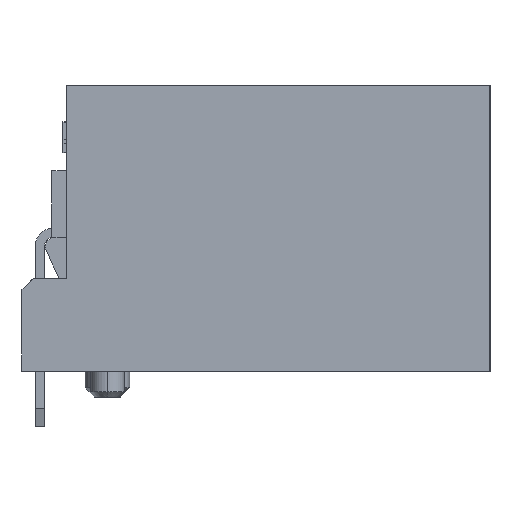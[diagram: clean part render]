
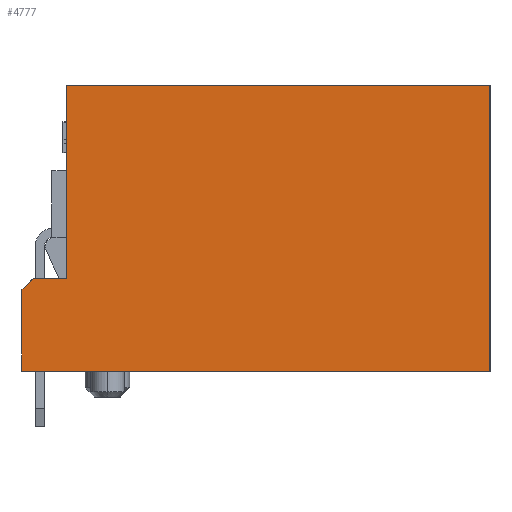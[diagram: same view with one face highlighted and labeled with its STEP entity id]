
A CAD part, left-side view. The second image highlights one B-rep face of the part: STEP entity #4777.
In plain terms, the highlighted planar face has unit normal (-1, 0, 0).
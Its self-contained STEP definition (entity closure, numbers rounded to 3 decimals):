
#557=CARTESIAN_POINT('',(-5.4,0.2,-6.4));
#558=VERTEX_POINT('',#557);
#565=CARTESIAN_POINT('',(-5.4,-11.2,-6.4));
#566=VERTEX_POINT('',#565);
#567=CARTESIAN_POINT('',(-5.4,0.2,-6.4));
#568=DIRECTION('',(0.,-1.,0.));
#569=VECTOR('',#568,11.4);
#570=LINE('',#567,#569);
#571=EDGE_CURVE('',#558,#566,#570,.T.);
#1531=CARTESIAN_POINT('',(-5.4,0.2,-11.6));
#1532=VERTEX_POINT('',#1531);
#1539=CARTESIAN_POINT('',(-5.4,0.2,-11.6));
#1540=DIRECTION('',(0.,0.,1.));
#1541=VECTOR('',#1540,5.2);
#1542=LINE('',#1539,#1541);
#1543=EDGE_CURVE('',#1532,#558,#1542,.T.);
#4718=CARTESIAN_POINT('',(-5.4,-11.2,-14.1));
#4719=VERTEX_POINT('',#4718);
#4728=CARTESIAN_POINT('',(-5.4,-11.2,-6.4));
#4729=DIRECTION('',(0.,0.,-1.));
#4730=VECTOR('',#4729,7.7);
#4731=LINE('',#4728,#4730);
#4732=EDGE_CURVE('',#566,#4719,#4731,.T.);
#4737=CARTESIAN_POINT('',(-5.4,-0.3,-12.8));
#4738=DIRECTION('',(0.,0.,1.));
#4739=DIRECTION('',(-1.,0.,0.));
#4740=AXIS2_PLACEMENT_3D('',#4737,#4739,#4738);
#4741=PLANE('',#4740);
#4742=ORIENTED_EDGE('',*,*,#1543,.F.);
#4743=CARTESIAN_POINT('',(-5.4,1.1,-11.6));
#4744=VERTEX_POINT('',#4743);
#4745=CARTESIAN_POINT('',(-5.4,0.2,-11.6));
#4746=DIRECTION('',(0.,1.,0.));
#4747=VECTOR('',#4746,0.9);
#4748=LINE('',#4745,#4747);
#4749=EDGE_CURVE('',#1532,#4744,#4748,.T.);
#4750=ORIENTED_EDGE('',*,*,#4749,.T.);
#4751=CARTESIAN_POINT('',(-5.4,1.4,-11.9));
#4752=VERTEX_POINT('',#4751);
#4753=CARTESIAN_POINT('',(-5.4,1.1,-11.6));
#4754=DIRECTION('',(0.,0.707,-0.707));
#4755=VECTOR('',#4754,0.424);
#4756=LINE('',#4753,#4755);
#4757=EDGE_CURVE('',#4744,#4752,#4756,.T.);
#4758=ORIENTED_EDGE('',*,*,#4757,.T.);
#4759=CARTESIAN_POINT('',(-5.4,1.4,-14.1));
#4760=VERTEX_POINT('',#4759);
#4761=CARTESIAN_POINT('',(-5.4,1.4,-11.9));
#4762=DIRECTION('',(0.,0.,-1.));
#4763=VECTOR('',#4762,2.2);
#4764=LINE('',#4761,#4763);
#4765=EDGE_CURVE('',#4752,#4760,#4764,.T.);
#4766=ORIENTED_EDGE('',*,*,#4765,.T.);
#4767=CARTESIAN_POINT('',(-5.4,-11.2,-14.1));
#4768=DIRECTION('',(0.,1.,0.));
#4769=VECTOR('',#4768,12.6);
#4770=LINE('',#4767,#4769);
#4771=EDGE_CURVE('',#4719,#4760,#4770,.T.);
#4772=ORIENTED_EDGE('',*,*,#4771,.F.);
#4773=ORIENTED_EDGE('',*,*,#4732,.F.);
#4774=ORIENTED_EDGE('',*,*,#571,.F.);
#4775=EDGE_LOOP('',(#4742,#4750,#4758,#4766,#4772,#4773,#4774));
#4776=FACE_OUTER_BOUND('',#4775,.T.);
#4777=ADVANCED_FACE('',(#4776),#4741,.T.);
